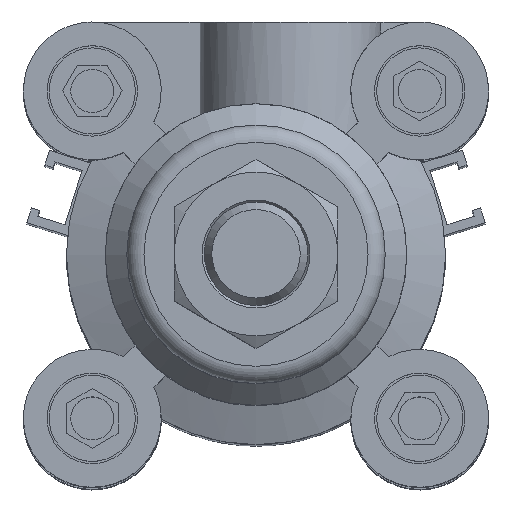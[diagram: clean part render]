
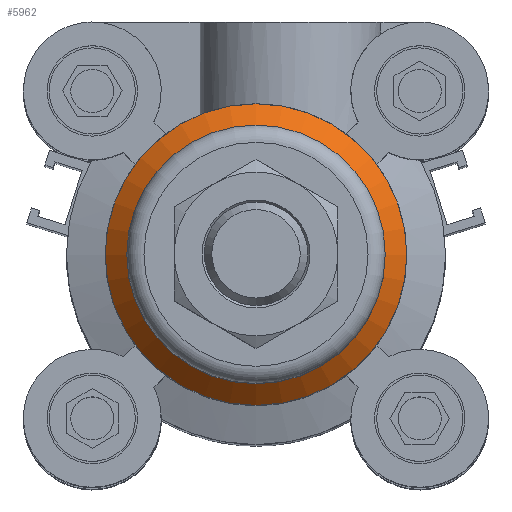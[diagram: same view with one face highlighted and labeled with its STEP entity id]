
A CAD part, top view. The second image highlights one B-rep face of the part: STEP entity #5962.
In plain terms, the highlighted conical face has half-angle 45 degrees and reference radius 16.25 mm.
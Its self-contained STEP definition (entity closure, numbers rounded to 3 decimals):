
#4889=CARTESIAN_POINT('',(-17.5,37.0,0.0));
#4890=VERTEX_POINT('',#4889);
#4891=CARTESIAN_POINT('',(0.0,37.0,0.0));
#4892=DIRECTION('',(0.0,1.0,0.0));
#4893=DIRECTION('',(-1.0,0.0,0.0));
#4894=AXIS2_PLACEMENT_3D('',#4891,#4892,#4893);
#4895=CIRCLE('',#4894,17.5);
#4896=EDGE_CURVE('',#4890,#4890,#4895,.T.);
#5943=CARTESIAN_POINT('',(0.0,38.25,0.0));
#5944=DIRECTION('',(0.0,-1.0,0.0));
#5945=DIRECTION('',(-1.0,0.0,0.0));
#5946=AXIS2_PLACEMENT_3D('',#5943,#5944,#5945);
#5947=CONICAL_SURFACE('',#5946,16.25,45.);
#5948=CARTESIAN_POINT('',(-15.0,39.5,0.0));
#5949=VERTEX_POINT('',#5948);
#5950=CARTESIAN_POINT('',(0.0,39.5,0.0));
#5951=DIRECTION('',(0.0,1.0,0.0));
#5952=DIRECTION('',(-1.0,0.0,0.0));
#5953=AXIS2_PLACEMENT_3D('',#5950,#5951,#5952);
#5954=CIRCLE('',#5953,15.0);
#5955=EDGE_CURVE('',#5949,#5949,#5954,.T.);
#5956=ORIENTED_EDGE('',*,*,#5955,.F.);
#5957=EDGE_LOOP('',(#5956));
#5958=FACE_OUTER_BOUND('',#5957,.T.);
#5959=ORIENTED_EDGE('',*,*,#4896,.T.);
#5960=EDGE_LOOP('',(#5959));
#5961=FACE_BOUND('',#5960,.T.);
#5962=ADVANCED_FACE('',(#5958,#5961),#5947,.T.);
